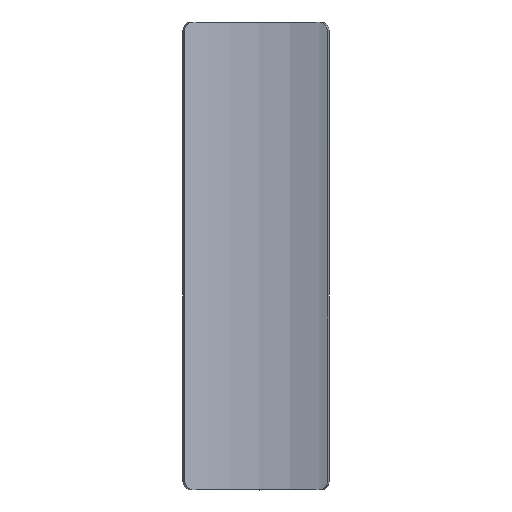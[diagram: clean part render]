
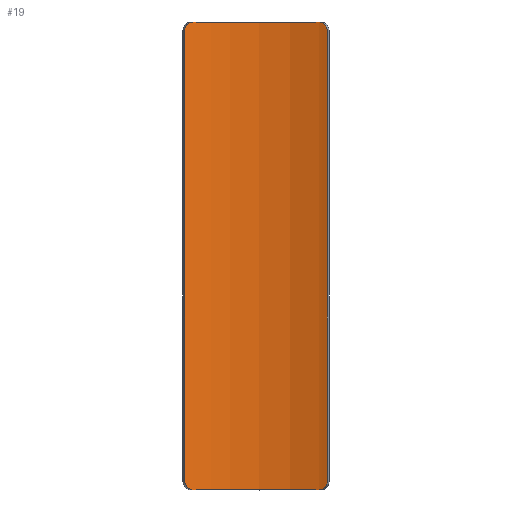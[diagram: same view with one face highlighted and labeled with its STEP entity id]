
A CAD part, top view. The second image highlights one B-rep face of the part: STEP entity #19.
In plain terms, the highlighted cylindrical face has radius 80 mm (diameter 160 mm), a partial arc.
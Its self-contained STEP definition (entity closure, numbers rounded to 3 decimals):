
#19=ADVANCED_FACE('',(#29),#164,.F.);
#29=FACE_OUTER_BOUND('',#39,.T.);
#39=EDGE_LOOP('',(#68,#69,#70,#71,#72,#73,#74,#75));
#68=ORIENTED_EDGE('',*,*,#108,.F.);
#69=ORIENTED_EDGE('',*,*,#106,.F.);
#70=ORIENTED_EDGE('',*,*,#109,.F.);
#71=ORIENTED_EDGE('',*,*,#114,.F.);
#72=ORIENTED_EDGE('',*,*,#110,.F.);
#73=ORIENTED_EDGE('',*,*,#102,.F.);
#74=ORIENTED_EDGE('',*,*,#111,.T.);
#75=ORIENTED_EDGE('',*,*,#94,.F.);
#94=EDGE_CURVE('',#142,#143,#122,.T.);
#102=EDGE_CURVE('',#150,#151,#128,.T.);
#106=EDGE_CURVE('',#152,#153,#132,.T.);
#108=EDGE_CURVE('',#153,#142,#134,.T.);
#109=EDGE_CURVE('',#154,#152,#118,.T.);
#110=EDGE_CURVE('',#151,#155,#135,.T.);
#111=EDGE_CURVE('',#150,#143,#119,.T.);
#114=EDGE_CURVE('',#155,#154,#138,.T.);
#118=(
BOUNDED_CURVE()
B_SPLINE_CURVE(2,(#390,#391,#392),.UNSPECIFIED.,.F.,.F.)
B_SPLINE_CURVE_WITH_KNOTS((3,3),(-57.839,0.),.UNSPECIFIED.)
CURVE()
GEOMETRIC_REPRESENTATION_ITEM()
RATIONAL_B_SPLINE_CURVE((1.,0.935,1.))
REPRESENTATION_ITEM('')
);
#119=(
BOUNDED_CURVE()
B_SPLINE_CURVE(2,(#395,#396,#397),.UNSPECIFIED.,.F.,.F.)
B_SPLINE_CURVE_WITH_KNOTS((3,3),(0.,57.839),.UNSPECIFIED.)
CURVE()
GEOMETRIC_REPRESENTATION_ITEM()
RATIONAL_B_SPLINE_CURVE((1.,0.935,1.))
REPRESENTATION_ITEM('')
);
#122=B_SPLINE_CURVE_WITH_KNOTS('',3,(#318,#319,#320,#321,#322,#323,#324,
#325,#326,#327),.UNSPECIFIED.,.F.,.F.,(4,2,2,2,4),(0.,1.581,
3.161,4.743,6.324),.UNSPECIFIED.);
#128=B_SPLINE_CURVE_WITH_KNOTS('',3,(#352,#353,#354,#355,#356,#357,#358,
#359,#360,#361),.UNSPECIFIED.,.F.,.F.,(4,2,2,2,4),(0.,1.581,
3.163,4.744,6.324),.UNSPECIFIED.);
#132=B_SPLINE_CURVE_WITH_KNOTS('',3,(#376,#377,#378,#379,#380,#381,#382,
#383,#384,#385),.UNSPECIFIED.,.F.,.F.,(4,2,2,2,4),(0.,1.581,
3.163,4.744,6.324),.UNSPECIFIED.);
#134=B_SPLINE_CURVE_WITH_KNOTS('',1,(#388,#389),.UNSPECIFIED.,.F.,.F.,(2,
2),(-202.,0.),.UNSPECIFIED.);
#135=B_SPLINE_CURVE_WITH_KNOTS('',1,(#393,#394),.UNSPECIFIED.,.F.,.F.,(2,
2),(-202.,0.),.UNSPECIFIED.);
#138=B_SPLINE_CURVE_WITH_KNOTS('',3,(#410,#411,#412,#413,#414,#415,#416,
#417,#418,#419),.UNSPECIFIED.,.F.,.F.,(4,2,2,2,4),(0.,1.581,
3.161,4.743,6.324),.UNSPECIFIED.);
#142=VERTEX_POINT('',#292);
#143=VERTEX_POINT('',#293);
#150=VERTEX_POINT('',#300);
#151=VERTEX_POINT('',#301);
#152=VERTEX_POINT('',#302);
#153=VERTEX_POINT('',#303);
#154=VERTEX_POINT('',#304);
#155=VERTEX_POINT('',#305);
#164=CYLINDRICAL_SURFACE('',#259,80.);
#259=AXIS2_PLACEMENT_3D('',#285,#272,$);
#272=DIRECTION('',(0.,1.,0.));
#285=CARTESIAN_POINT('',(1123.595,-20.073,104.001));
#292=CARTESIAN_POINT('',(1091.595,80.927,30.679));
#293=CARTESIAN_POINT('',(1095.301,84.927,29.171));
#300=CARTESIAN_POINT('',(1151.889,84.927,29.171));
#301=CARTESIAN_POINT('',(1155.595,80.927,30.679));
#302=CARTESIAN_POINT('',(1095.301,-125.073,29.171));
#303=CARTESIAN_POINT('',(1091.595,-121.073,30.679));
#304=CARTESIAN_POINT('',(1151.889,-125.073,29.171));
#305=CARTESIAN_POINT('',(1155.595,-121.073,30.679));
#318=CARTESIAN_POINT('',(1091.595,80.927,30.679));
#319=CARTESIAN_POINT('',(1091.595,81.429,30.679));
#320=CARTESIAN_POINT('',(1091.687,81.964,30.639));
#321=CARTESIAN_POINT('',(1092.062,82.95,30.477));
#322=CARTESIAN_POINT('',(1092.345,83.4,30.356));
#323=CARTESIAN_POINT('',(1093.,84.11,30.081));
#324=CARTESIAN_POINT('',(1093.416,84.418,29.91));
#325=CARTESIAN_POINT('',(1094.332,84.826,29.543));
#326=CARTESIAN_POINT('',(1094.831,84.927,29.349));
#327=CARTESIAN_POINT('',(1095.301,84.927,29.171));
#352=CARTESIAN_POINT('',(1151.889,84.927,29.171));
#353=CARTESIAN_POINT('',(1152.359,84.927,29.349));
#354=CARTESIAN_POINT('',(1152.859,84.826,29.543));
#355=CARTESIAN_POINT('',(1153.774,84.418,29.91));
#356=CARTESIAN_POINT('',(1154.19,84.11,30.081));
#357=CARTESIAN_POINT('',(1154.845,83.4,30.356));
#358=CARTESIAN_POINT('',(1155.128,82.95,30.477));
#359=CARTESIAN_POINT('',(1155.503,81.964,30.639));
#360=CARTESIAN_POINT('',(1155.595,81.429,30.679));
#361=CARTESIAN_POINT('',(1155.595,80.927,30.679));
#376=CARTESIAN_POINT('',(1095.301,-125.073,29.171));
#377=CARTESIAN_POINT('',(1094.831,-125.073,29.349));
#378=CARTESIAN_POINT('',(1094.332,-124.973,29.543));
#379=CARTESIAN_POINT('',(1093.416,-124.565,29.91));
#380=CARTESIAN_POINT('',(1093.,-124.257,30.081));
#381=CARTESIAN_POINT('',(1092.345,-123.547,30.356));
#382=CARTESIAN_POINT('',(1092.062,-123.097,30.477));
#383=CARTESIAN_POINT('',(1091.687,-122.111,30.639));
#384=CARTESIAN_POINT('',(1091.595,-121.576,30.679));
#385=CARTESIAN_POINT('',(1091.595,-121.073,30.679));
#388=CARTESIAN_POINT('',(1091.595,-121.073,30.679));
#389=CARTESIAN_POINT('',(1091.595,80.927,30.679));
#390=CARTESIAN_POINT('',(1151.889,-125.073,29.171));
#391=CARTESIAN_POINT('',(1123.595,-125.073,18.473));
#392=CARTESIAN_POINT('',(1095.301,-125.073,29.171));
#393=CARTESIAN_POINT('',(1155.595,80.927,30.679));
#394=CARTESIAN_POINT('',(1155.595,-121.073,30.679));
#395=CARTESIAN_POINT('',(1151.889,84.927,29.171));
#396=CARTESIAN_POINT('',(1123.595,84.927,18.473));
#397=CARTESIAN_POINT('',(1095.301,84.927,29.171));
#410=CARTESIAN_POINT('',(1155.595,-121.073,30.679));
#411=CARTESIAN_POINT('',(1155.595,-121.576,30.679));
#412=CARTESIAN_POINT('',(1155.503,-122.111,30.639));
#413=CARTESIAN_POINT('',(1155.128,-123.097,30.477));
#414=CARTESIAN_POINT('',(1154.845,-123.547,30.356));
#415=CARTESIAN_POINT('',(1154.19,-124.257,30.081));
#416=CARTESIAN_POINT('',(1153.774,-124.565,29.91));
#417=CARTESIAN_POINT('',(1152.859,-124.973,29.543));
#418=CARTESIAN_POINT('',(1152.359,-125.073,29.349));
#419=CARTESIAN_POINT('',(1151.889,-125.073,29.171));
